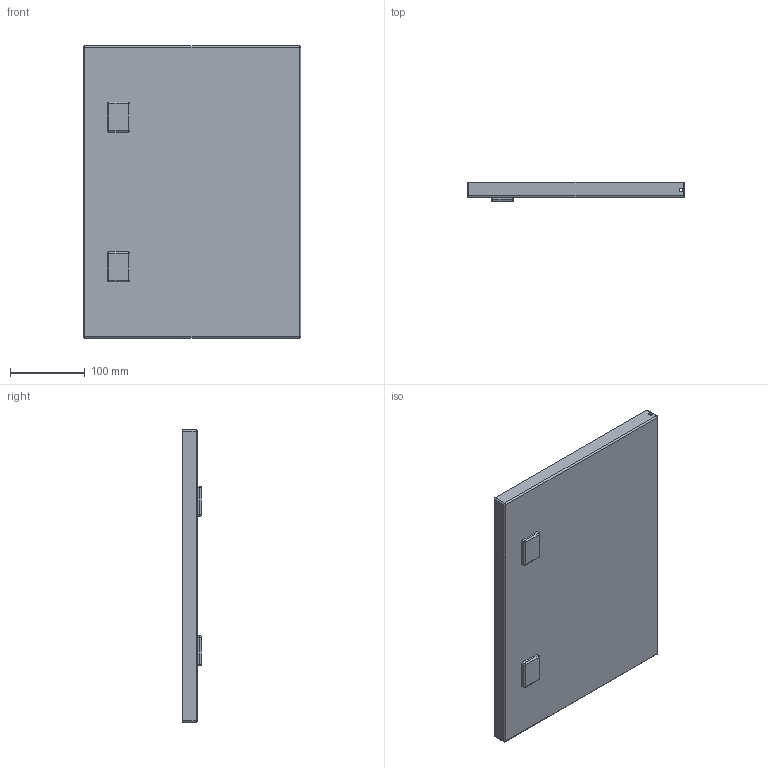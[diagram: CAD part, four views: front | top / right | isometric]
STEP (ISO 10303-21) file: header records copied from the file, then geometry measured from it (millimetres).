
FILE_DESCRIPTION (( 'STEP AP203' ), '1' );
FILE_NAME ('Table Box Door_Default_sldprt.STEP', '2023-10-19T05:35:15', ( '' ), ( '' ), 'SwSTEP 2.0', 'SolidWorks 2023', '' );
FILE_SCHEMA (( 'CONFIG_CONTROL_DESIGN' ));
Length unit declared in the file: millimetre
Products named in the file (1): Table Box Door_Default_sldprt
Bounding box: 290 x 25 x 390 mm (x, y, z)
Volume: 285298.7 mm3; surface area: 282248.4 mm2
Topology: 3 solids, 3 shells, 63 faces, 148 edges, 76 vertices
Faces by surface type: cylinder 28, plane 23, sphere 12
Entity records: 1755 total; most frequent: DIRECTION 320, CARTESIAN_POINT 276, ORIENTED_EDGE 272, EDGE_CURVE 136, AXIS2_PLACEMENT_3D 120, VECTOR 80, LINE 80, VERTEX_POINT 76
